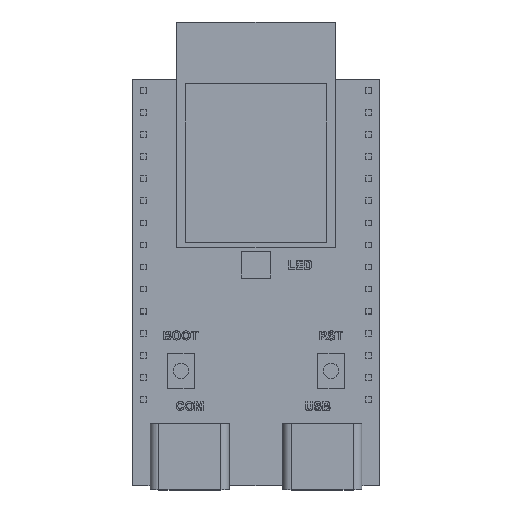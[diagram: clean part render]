
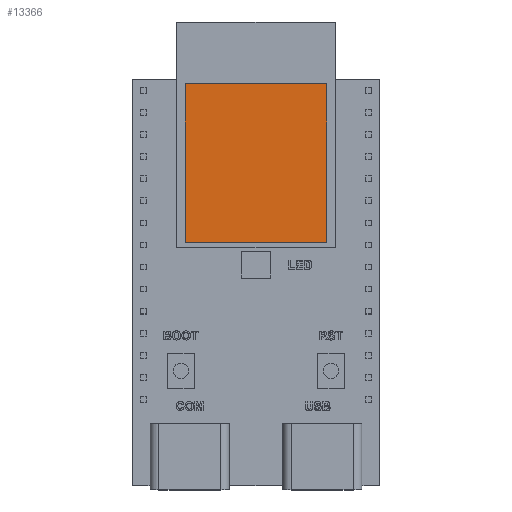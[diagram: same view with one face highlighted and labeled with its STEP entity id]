
A CAD part, top view. The second image highlights one B-rep face of the part: STEP entity #13366.
In plain terms, the highlighted planar face has unit normal (0, 0, 1).
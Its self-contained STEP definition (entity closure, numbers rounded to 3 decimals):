
#1542=FACE_OUTER_BOUND('',#2365,.T.);
#2365=EDGE_LOOP('',(#12085,#12086,#12087,#12088));
#3769=LINE('',#24022,#5187);
#3773=LINE('',#24029,#5191);
#3775=LINE('',#24034,#5193);
#3778=LINE('',#24038,#5196);
#5187=VECTOR('',#16392,10.);
#5191=VECTOR('',#16398,10.);
#5193=VECTOR('',#16402,10.);
#5196=VECTOR('',#16407,10.);
#6463=VERTEX_POINT('',#24019);
#6464=VERTEX_POINT('',#24021);
#6466=VERTEX_POINT('',#24027);
#6468=VERTEX_POINT('',#24033);
#8343=EDGE_CURVE('',#6464,#6463,#3769,.T.);
#8347=EDGE_CURVE('',#6463,#6466,#3773,.T.);
#8349=EDGE_CURVE('',#6468,#6464,#3775,.T.);
#8352=EDGE_CURVE('',#6466,#6468,#3778,.T.);
#12085=ORIENTED_EDGE('',*,*,#8347,.T.);
#12086=ORIENTED_EDGE('',*,*,#8352,.T.);
#12087=ORIENTED_EDGE('',*,*,#8349,.T.);
#12088=ORIENTED_EDGE('',*,*,#8343,.T.);
#12637=PLANE('',#13925);
#13366=ADVANCED_FACE('',(#1542),#12637,.T.);
#13925=AXIS2_PLACEMENT_3D('',#24039,#16408,#16409);
#16392=DIRECTION('',(0.,-1.,0.));
#16398=DIRECTION('',(1.,0.,0.));
#16402=DIRECTION('',(-1.,0.,0.));
#16407=DIRECTION('',(0.,1.,0.));
#16408=DIRECTION('center_axis',(0.,0.,1.));
#16409=DIRECTION('ref_axis',(1.,0.,0.));
#24019=CARTESIAN_POINT('',(-8.,4.5,4.6));
#24021=CARTESIAN_POINT('',(-8.,22.5,4.6));
#24022=CARTESIAN_POINT('',(-8.,2.25,4.6));
#24027=CARTESIAN_POINT('',(8.,4.5,4.6));
#24029=CARTESIAN_POINT('',(4.,4.5,4.6));
#24033=CARTESIAN_POINT('',(8.,22.5,4.6));
#24034=CARTESIAN_POINT('',(-4.,22.5,4.6));
#24038=CARTESIAN_POINT('',(8.,11.25,4.6));
#24039=CARTESIAN_POINT('Origin',(0.,0.,4.6));
